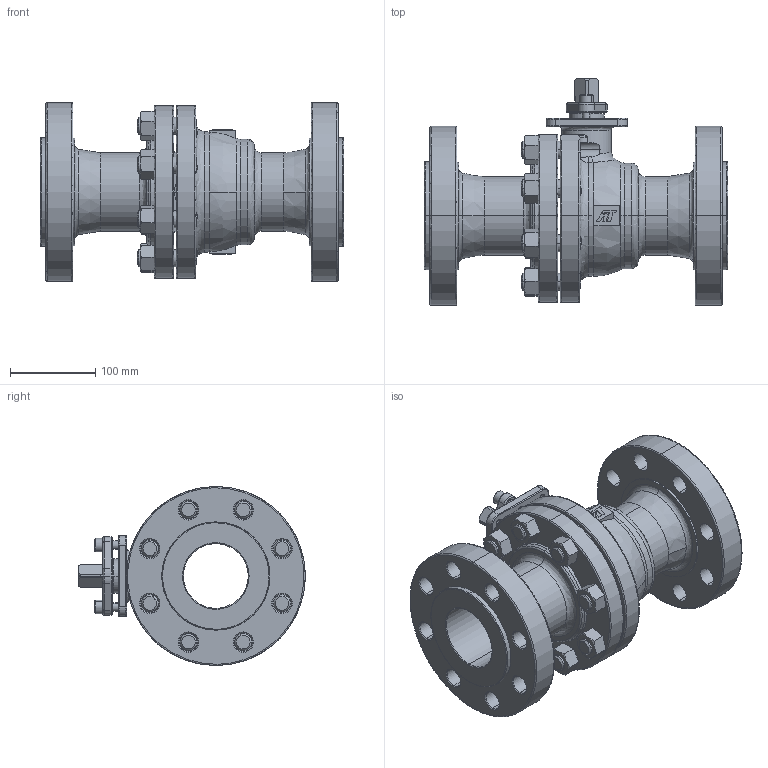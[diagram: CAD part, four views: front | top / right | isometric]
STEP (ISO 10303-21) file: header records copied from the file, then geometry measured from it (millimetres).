
FILE_DESCRIPTION (( 'STEP AP214' ), '1' );
FILE_NAME ('FM-F6-0300-XXX.step', '2019-10-30T12:43:14', ( '' ), ( '' ), 'SwSTEP 2.0', 'SolidWorks 2019', '' );
FILE_SCHEMA (( 'AUTOMOTIVE_DESIGN' ));
Length unit declared in the file: inch
Products named in the file (1): FM-F6-0300-XXX
Bounding box: 356 x 266 x 210 mm (x, y, z)
Surface area: 503313.5 mm2 (no closed solid volume)
Topology: 0 solids, 43 shells, 599 faces, 1650 edges, 1061 vertices
Faces by surface type: plane 176, cylinder 168, cone 151, bspline 104
Entity records: 38038 total; most frequent: CARTESIAN_POINT 16113, ORIENTED_EDGE 2850, DIRECTION 2769, EDGE_CURVE 1606, AXIS2_PLACEMENT_3D 1071, VERTEX_POINT 1045, EDGE_LOOP 697, VECTOR 627
